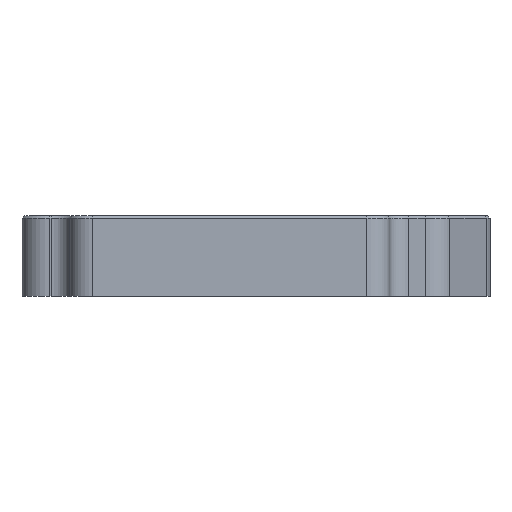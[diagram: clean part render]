
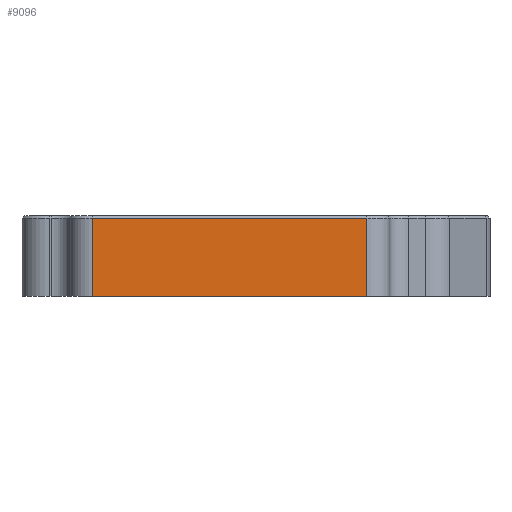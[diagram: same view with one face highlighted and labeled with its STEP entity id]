
A CAD part, left-side view. The second image highlights one B-rep face of the part: STEP entity #9096.
In plain terms, the highlighted planar face has unit normal (-1, 0, 0).
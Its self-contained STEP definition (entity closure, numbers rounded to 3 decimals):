
#917=FACE_OUTER_BOUND('',#1475,.T.);
#1475=EDGE_LOOP('',(#8211,#8212,#8213,#8214));
#1494=LINE('',#12186,#2542);
#1769=LINE('',#12859,#2817);
#1849=LINE('',#13096,#2897);
#2525=LINE('',#14866,#3573);
#2542=VECTOR('',#9822,10.);
#2817=VECTOR('',#10327,10.);
#2897=VECTOR('',#10567,10.);
#3573=VECTOR('',#12131,10.);
#3589=VERTEX_POINT('',#12179);
#3591=VERTEX_POINT('',#12184);
#3873=VERTEX_POINT('',#12856);
#3874=VERTEX_POINT('',#12858);
#4394=EDGE_CURVE('',#3591,#3589,#1494,.T.);
#4730=EDGE_CURVE('',#3873,#3874,#1769,.T.);
#4849=EDGE_CURVE('',#3874,#3591,#1849,.T.);
#5657=EDGE_CURVE('',#3873,#3589,#2525,.T.);
#8211=ORIENTED_EDGE('',*,*,#4394,.F.);
#8212=ORIENTED_EDGE('',*,*,#4849,.F.);
#8213=ORIENTED_EDGE('',*,*,#4730,.F.);
#8214=ORIENTED_EDGE('',*,*,#5657,.T.);
#8609=PLANE('',#9775);
#9096=ADVANCED_FACE('',(#917),#8609,.T.);
#9775=AXIS2_PLACEMENT_3D('',#14865,#12129,#12130);
#9822=DIRECTION('',(0.,-1.,0.));
#10327=DIRECTION('',(0.,1.,0.));
#10567=DIRECTION('',(0.,0.,1.));
#12129=DIRECTION('center_axis',(-1.,0.,0.));
#12130=DIRECTION('ref_axis',(0.,1.,0.));
#12131=DIRECTION('',(0.,0.,1.));
#12179=CARTESIAN_POINT('',(-39.556,0.092,0.6));
#12184=CARTESIAN_POINT('',(-39.556,43.556,0.6));
#12186=CARTESIAN_POINT('',(-39.556,9.06,0.6));
#12856=CARTESIAN_POINT('',(-39.556,0.092,-11.8));
#12858=CARTESIAN_POINT('',(-39.556,43.556,-11.8));
#12859=CARTESIAN_POINT('',(-39.556,35.964,-11.8));
#13096=CARTESIAN_POINT('',(-39.556,43.556,-11.8));
#14865=CARTESIAN_POINT('Origin',(-39.556,0.092,0.));
#14866=CARTESIAN_POINT('',(-39.556,0.092,0.));
